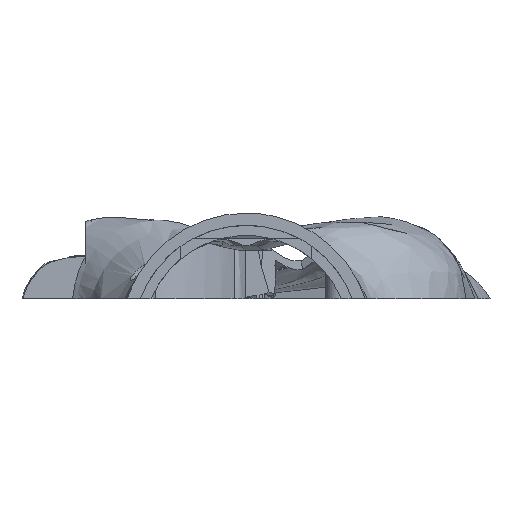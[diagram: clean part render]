
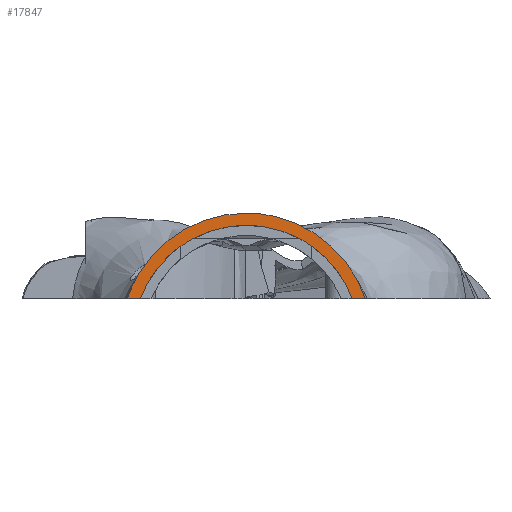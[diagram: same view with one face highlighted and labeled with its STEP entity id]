
A CAD part, front view. The second image highlights one B-rep face of the part: STEP entity #17847.
In plain terms, the highlighted planar face has unit normal (0, -1, 0).
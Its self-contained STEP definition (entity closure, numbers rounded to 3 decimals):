
#1139 = VERTEX_POINT ( 'NONE', #27160 ) ;
#1334 = CARTESIAN_POINT ( 'NONE',  ( 22.766, 0., 10.35 ) ) ;
#1360 = AXIS2_PLACEMENT_3D ( 'NONE', #8849, #22439, #8952 ) ;
#1436 = CARTESIAN_POINT ( 'NONE',  ( 11.858, 0., 22.019 ) ) ;
#1760 = CARTESIAN_POINT ( 'NONE',  ( -10.108, 0., 22.875 ) ) ;
#1867 = CARTESIAN_POINT ( 'NONE',  ( -20.882, 0., 13.762 ) ) ;
#1893 = VERTEX_POINT ( 'NONE', #26253 ) ;
#2380 = CARTESIAN_POINT ( 'NONE',  ( 0., 0., 25. ) ) ;
#3346 = EDGE_CURVE ( 'NONE', #29180, #1139, #11041, .T. ) ;
#3588 = CARTESIAN_POINT ( 'NONE',  ( 21.892, 0., 12.091 ) ) ;
#3686 = CARTESIAN_POINT ( 'NONE',  ( 10.108, 0., 22.875 ) ) ;
#3911 = CARTESIAN_POINT ( 'NONE',  ( 0., 0., 25. ) ) ;
#4015 = CARTESIAN_POINT ( 'NONE',  ( -11.858, 0., 22.018 ) ) ;
#4110 = CARTESIAN_POINT ( 'NONE',  ( -21.892, 0., 12.09 ) ) ;
#5847 = CARTESIAN_POINT ( 'NONE',  ( 20.881, 0., 13.762 ) ) ;
#5937 = CARTESIAN_POINT ( 'NONE',  ( 8.293, 0., 23.594 ) ) ;
#6259 = CARTESIAN_POINT ( 'NONE',  ( -13.54, 0., 21.026 ) ) ;
#6362 = CARTESIAN_POINT ( 'NONE',  ( -22.767, 0., 10.349 ) ) ;
#7335 = B_SPLINE_CURVE_WITH_KNOTS ( 'NONE', 3,
 ( #3911, #17460, #8441, #24202, #10738, #26482, #13012, #28741, #15301, #1760, #17553, #4015, #19790, #6259, #22041, #8546, #24293, #10830, #26584, #13116, #28834, #15395, #1867, #17649, #4110, #19891, #6362, #22135, #8643, #24397 ),
 .UNSPECIFIED., .F., .F.,
 ( 4, 2, 2, 2, 2, 2, 2, 2, 2, 2, 2, 2, 2, 2, 4 ),
 ( 0., 0.112, 0.168, 0.224, 0.28, 0.336, 0.392, 0.448, 0.56, 0.616, 0.672, 0.728, 0.784, 0.84, 0.896 ),
 .UNSPECIFIED. ) ;
#8118 = CARTESIAN_POINT ( 'NONE',  ( 19.362, 0., 15.868 ) ) ;
#8219 = CARTESIAN_POINT ( 'NONE',  ( 6.43, 0., 24.168 ) ) ;
#8441 = CARTESIAN_POINT ( 'NONE',  ( -2.599, 0., 24.899 ) ) ;
#8546 = CARTESIAN_POINT ( 'NONE',  ( -15.663, 0., 19.529 ) ) ;
#8643 = CARTESIAN_POINT ( 'NONE',  ( -23.504, 0., 8.543 ) ) ;
#8767 = EDGE_CURVE ( 'NONE', #1893, #14313, #15239, .T. ) ;
#8849 = CARTESIAN_POINT ( 'NONE',  ( 0., 0., 0. ) ) ;
#8952 = DIRECTION ( 'NONE',  ( 0., 0., 1. ) ) ;
#9047 = EDGE_CURVE ( 'NONE', #28276, #1139, #7335, .T. ) ;
#9926 = VECTOR ( 'NONE', #28067, 1000. ) ;
#10408 = CARTESIAN_POINT ( 'NONE',  ( 16.661, 0., 18.685 ) ) ;
#10503 = CARTESIAN_POINT ( 'NONE',  ( 4.527, 0., 24.595 ) ) ;
#10738 = CARTESIAN_POINT ( 'NONE',  ( -5.167, 0., 24.469 ) ) ;
#10830 = CARTESIAN_POINT ( 'NONE',  ( -18.046, 0., 17.314 ) ) ;
#11041 = LINE ( 'NONE', #25207, #22294 ) ;
#11985 = EDGE_CURVE ( 'NONE', #1893, #28276, #12371, .T. ) ;
#12371 = B_SPLINE_CURVE_WITH_KNOTS ( 'NONE', 3,
 ( #21523, #23789, #14871, #1334, #17133, #3588, #19364, #5847, #21627, #8118, #23881, #10408, #26156, #12686, #28416, #14968, #1436, #17225, #3686, #19466, #5937, #21718, #8219, #23977, #10503, #26258, #12790, #28504 ),
 .UNSPECIFIED., .F., .F.,
 ( 4, 2, 2, 2, 2, 2, 2, 2, 2, 2, 2, 2, 2, 4 ),
 ( 0.104, 0.16, 0.216, 0.272, 0.328, 0.44, 0.552, 0.608, 0.664, 0.72, 0.776, 0.832, 0.888, 1. ),
 .UNSPECIFIED. ) ;
#12686 = CARTESIAN_POINT ( 'NONE',  ( 14.081, 0., 20.668 ) ) ;
#12690 = ORIENTED_EDGE ( 'NONE', *, *, #22063, .T. ) ;
#12790 = CARTESIAN_POINT ( 'NONE',  ( 1.304, 0., 25. ) ) ;
#13012 = CARTESIAN_POINT ( 'NONE',  ( -7.056, 0., 23.993 ) ) ;
#13116 = CARTESIAN_POINT ( 'NONE',  ( -19.34, 0., 15.855 ) ) ;
#13234 = DIRECTION ( 'NONE',  ( 0., 1., 0. ) ) ;
#14313 = VERTEX_POINT ( 'NONE', #19113 ) ;
#14433 = CARTESIAN_POINT ( 'NONE',  ( 0., 0., 7.926 ) ) ;
#14871 = CARTESIAN_POINT ( 'NONE',  ( 23.273, 0., 9.153 ) ) ;
#14968 = CARTESIAN_POINT ( 'NONE',  ( 12.428, 0., 21.702 ) ) ;
#15239 = LINE ( 'NONE', #14433, #9926 ) ;
#15301 = CARTESIAN_POINT ( 'NONE',  ( -8.906, 0., 23.369 ) ) ;
#15395 = CARTESIAN_POINT ( 'NONE',  ( -20.517, 0., 14.299 ) ) ;
#17133 = CARTESIAN_POINT ( 'NONE',  ( 22.49, 0., 10.937 ) ) ;
#17225 = CARTESIAN_POINT ( 'NONE',  ( 10.698, 0., 22.605 ) ) ;
#17460 = CARTESIAN_POINT ( 'NONE',  ( -1.304, 0., 25. ) ) ;
#17553 = CARTESIAN_POINT ( 'NONE',  ( -10.699, 0., 22.605 ) ) ;
#17649 = CARTESIAN_POINT ( 'NONE',  ( -21.569, 0., 12.658 ) ) ;
#17847 = ADVANCED_FACE ( 'NONE', ( #27070 ), #20195, .F. ) ;
#18015 = ORIENTED_EDGE ( 'NONE', *, *, #11985, .T. ) ;
#19113 = CARTESIAN_POINT ( 'NONE',  ( 21.111, 0., 7.926 ) ) ;
#19364 = CARTESIAN_POINT ( 'NONE',  ( 21.569, 0., 12.658 ) ) ;
#19466 = CARTESIAN_POINT ( 'NONE',  ( 8.906, 0., 23.369 ) ) ;
#19790 = CARTESIAN_POINT ( 'NONE',  ( -12.428, 0., 21.702 ) ) ;
#19885 = AXIS2_PLACEMENT_3D ( 'NONE', #26694, #13234, #28948 ) ;
#19891 = CARTESIAN_POINT ( 'NONE',  ( -22.49, 0., 10.937 ) ) ;
#20195 = PLANE ( 'NONE',  #1360 ) ;
#21523 = CARTESIAN_POINT ( 'NONE',  ( 23.71, 0., 7.926 ) ) ;
#21578 = CIRCLE ( 'NONE', #19885, 22.55 ) ;
#21627 = CARTESIAN_POINT ( 'NONE',  ( 20.517, 0., 14.3 ) ) ;
#21718 = CARTESIAN_POINT ( 'NONE',  ( 7.055, 0., 23.993 ) ) ;
#22041 = CARTESIAN_POINT ( 'NONE',  ( -14.082, 0., 20.667 ) ) ;
#22063 = EDGE_CURVE ( 'NONE', #29180, #14313, #21578, .T. ) ;
#22135 = CARTESIAN_POINT ( 'NONE',  ( -23.273, 0., 9.153 ) ) ;
#22294 = VECTOR ( 'NONE', #27496, 1000. ) ;
#22439 = DIRECTION ( 'NONE',  ( 0., 1., 0. ) ) ;
#23789 = CARTESIAN_POINT ( 'NONE',  ( 23.504, 0., 8.543 ) ) ;
#23881 = CARTESIAN_POINT ( 'NONE',  ( 18.507, 0., 16.858 ) ) ;
#23977 = CARTESIAN_POINT ( 'NONE',  ( 5.166, 0., 24.469 ) ) ;
#24202 = CARTESIAN_POINT ( 'NONE',  ( -4.527, 0., 24.595 ) ) ;
#24293 = CARTESIAN_POINT ( 'NONE',  ( -16.661, 0., 18.684 ) ) ;
#24397 = CARTESIAN_POINT ( 'NONE',  ( -23.71, 0., 7.926 ) ) ;
#24713 = EDGE_LOOP ( 'NONE', ( #18015, #26099, #25075, #12690, #26879 ) ) ;
#25075 = ORIENTED_EDGE ( 'NONE', *, *, #3346, .F. ) ;
#25207 = CARTESIAN_POINT ( 'NONE',  ( 0., 0., 7.926 ) ) ;
#26099 = ORIENTED_EDGE ( 'NONE', *, *, #9047, .T. ) ;
#26156 = CARTESIAN_POINT ( 'NONE',  ( 15.662, 0., 19.529 ) ) ;
#26253 = CARTESIAN_POINT ( 'NONE',  ( 23.71, 0., 7.926 ) ) ;
#26258 = CARTESIAN_POINT ( 'NONE',  ( 2.598, 0., 24.899 ) ) ;
#26482 = CARTESIAN_POINT ( 'NONE',  ( -6.43, 0., 24.168 ) ) ;
#26584 = CARTESIAN_POINT ( 'NONE',  ( -18.489, 0., 16.84 ) ) ;
#26694 = CARTESIAN_POINT ( 'NONE',  ( 0., 0., 0. ) ) ;
#26879 = ORIENTED_EDGE ( 'NONE', *, *, #8767, .F. ) ;
#27070 = FACE_OUTER_BOUND ( 'NONE', #24713, .T. ) ;
#27160 = CARTESIAN_POINT ( 'NONE',  ( -23.71, 0., 7.926 ) ) ;
#27496 = DIRECTION ( 'NONE',  ( -1., 0., 0. ) ) ;
#27852 = CARTESIAN_POINT ( 'NONE',  ( -21.111, 0., 7.926 ) ) ;
#28067 = DIRECTION ( 'NONE',  ( -1., 0., 0. ) ) ;
#28276 = VERTEX_POINT ( 'NONE', #2380 ) ;
#28416 = CARTESIAN_POINT ( 'NONE',  ( 13.54, 0., 21.026 ) ) ;
#28504 = CARTESIAN_POINT ( 'NONE',  ( 0., 0., 25. ) ) ;
#28741 = CARTESIAN_POINT ( 'NONE',  ( -8.293, 0., 23.593 ) ) ;
#28834 = CARTESIAN_POINT ( 'NONE',  ( -19.747, 0., 15.345 ) ) ;
#28948 = DIRECTION ( 'NONE',  ( 0., 0., -1. ) ) ;
#29180 = VERTEX_POINT ( 'NONE', #27852 ) ;
